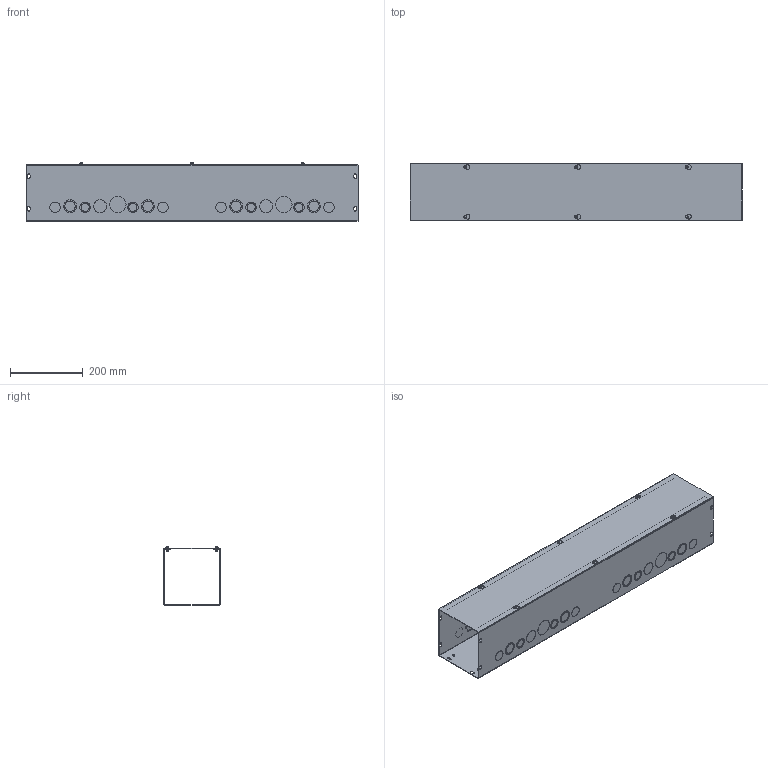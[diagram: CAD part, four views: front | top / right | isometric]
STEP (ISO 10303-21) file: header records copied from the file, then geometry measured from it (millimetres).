
FILE_DESCRIPTION(/* description */ ('WW, S, BLR, GALV, 6X6X36'),/* implementation_level */ '2;1');
FILE_NAME(/* name */ 'S6636G.stp',/* time_stamp */ '2017-06-23T19:55:59+05:00',/* author */ ('vdas'),/* organization */ (''),/* preprocessor_version */ 'ST-DEVELOPER v16.1',/* originating_system */ 'Autodesk Inventor 2016',/* authorisation */ '');
FILE_SCHEMA (('AUTOMOTIVE_DESIGN { 1 0 10303 214 3 1 1 }'));
Length unit declared in the file: inch
Products named in the file (4): S6636GBLR; S6636GLID; 372141; S6636G
Assembly tree (8 placements, depth 2):
  S6636G
    S6636GBLR
    S6636GLID
    372141  x6
Bounding box: 914.4 x 157.15 x 160.59 mm (x, y, z)
Volume: 953163.6 mm3; surface area: 1194576.4 mm2
Topology: 8 solids, 8 shells, 718 faces, 1648 edges, 1000 vertices
Faces by surface type: plane 286, cylinder 174, cone 162, torus 84, bspline 12
Full cylindrical faces by diameter (mm): 4.089 x6, 4.595 x48, 6.35 x4, 7.938 x6, 22.225 x8, 28.575 x16, 28.6 x8, 34.925 x12, 44.45 x4
Entity records: 9732 total; most frequent: CARTESIAN_POINT 1959, DIRECTION 1598, ORIENTED_EDGE 1316, EDGE_CURVE 658, AXIS2_PLACEMENT_3D 643, EDGE_LOOP 546, VERTEX_POINT 480, FACE_OUTER_BOUND 337
